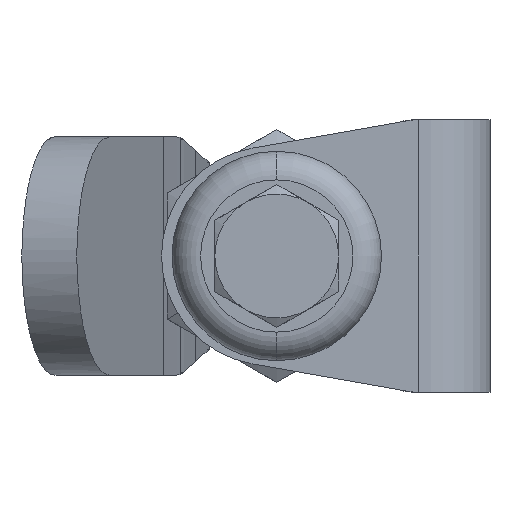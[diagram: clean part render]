
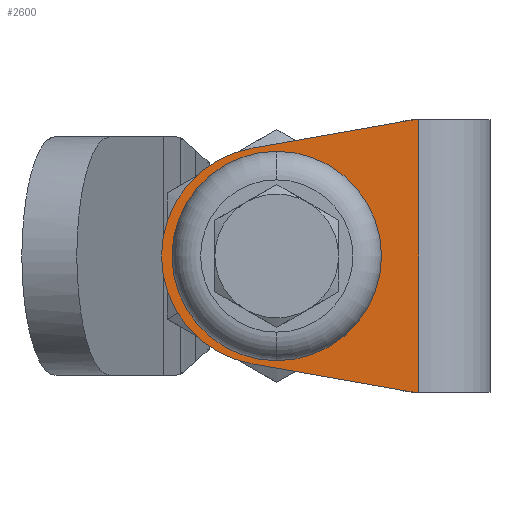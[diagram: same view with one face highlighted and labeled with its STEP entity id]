
A CAD part, left-side view. The second image highlights one B-rep face of the part: STEP entity #2600.
In plain terms, the highlighted planar face has unit normal (-1, 0, 0).
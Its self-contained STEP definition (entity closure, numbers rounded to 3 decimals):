
#218 = EDGE_LOOP ( 'NONE', ( #9311, #16778, #15254, #5458, #18174, #9797, #10882, #19035, #4153 ) ) ;
#472 = ORIENTED_EDGE ( 'NONE', *, *, #15589, .T. ) ;
#591 = DIRECTION ( 'NONE',  ( 0., 0., -1. ) ) ;
#1226 = EDGE_CURVE ( 'NONE', #6967, #15951, #25427, .T. ) ;
#1815 = DIRECTION ( 'NONE',  ( 1., 0., 0. ) ) ;
#2336 = LINE ( 'NONE', #5407, #19311 ) ;
#2600 = ADVANCED_FACE ( 'NONE', ( #19042, #8443 ), #13015, .F. ) ;
#2644 = VECTOR ( 'NONE', #13907, 1000. ) ;
#2953 = DIRECTION ( 'NONE',  ( 0., -1., 0. ) ) ;
#2964 = CARTESIAN_POINT ( 'NONE',  ( 0., 34.5, 14.3 ) ) ;
#3030 = CARTESIAN_POINT ( 'NONE',  ( 0., 23., 0. ) ) ;
#3057 = CARTESIAN_POINT ( 'NONE',  ( 0., 23., 0. ) ) ;
#4088 = DIRECTION ( 'NONE',  ( 0., 0.985, 0.174 ) ) ;
#4153 = ORIENTED_EDGE ( 'NONE', *, *, #16840, .F. ) ;
#4499 = DIRECTION ( 'NONE',  ( -1., 0., 0. ) ) ;
#5069 = VERTEX_POINT ( 'NONE', #22783 ) ;
#5123 = LINE ( 'NONE', #17800, #15727 ) ;
#5182 = DIRECTION ( 'NONE',  ( 0., 1., 0. ) ) ;
#5201 = DIRECTION ( 'NONE',  ( 0., 1., 0. ) ) ;
#5407 = CARTESIAN_POINT ( 'NONE',  ( 0., 24.997, 11.325 ) ) ;
#5458 = ORIENTED_EDGE ( 'NONE', *, *, #7994, .F. ) ;
#6857 = VERTEX_POINT ( 'NONE', #16131 ) ;
#6967 = VERTEX_POINT ( 'NONE', #27124 ) ;
#7994 = EDGE_CURVE ( 'NONE', #25821, #9236, #12505, .T. ) ;
#8443 = FACE_OUTER_BOUND ( 'NONE', #218, .T. ) ;
#8631 = CIRCLE ( 'NONE', #15807, 5. ) ;
#8916 = CARTESIAN_POINT ( 'NONE',  ( 0., 7.5, 14.3 ) ) ;
#9070 = CARTESIAN_POINT ( 'NONE',  ( 0., 24.997, -11.325 ) ) ;
#9236 = VERTEX_POINT ( 'NONE', #10822 ) ;
#9311 = ORIENTED_EDGE ( 'NONE', *, *, #1226, .F. ) ;
#9495 = DIRECTION ( 'NONE',  ( 1., 0., 0. ) ) ;
#9611 = EDGE_CURVE ( 'NONE', #19254, #9236, #5123, .T. ) ;
#9680 = CARTESIAN_POINT ( 'NONE',  ( 0., 34.5, 14.3 ) ) ;
#9797 = ORIENTED_EDGE ( 'NONE', *, *, #14112, .T. ) ;
#10822 = CARTESIAN_POINT ( 'NONE',  ( 0., 7.5, -14.3 ) ) ;
#10882 = ORIENTED_EDGE ( 'NONE', *, *, #21064, .F. ) ;
#11454 = CARTESIAN_POINT ( 'NONE',  ( 0., 7.689, 14.3 ) ) ;
#11863 = DIRECTION ( 'NONE',  ( -1., 0., 0. ) ) ;
#11939 = AXIS2_PLACEMENT_3D ( 'NONE', #22180, #9495, #24326 ) ;
#12002 = CARTESIAN_POINT ( 'NONE',  ( 0., 22.4, -11. ) ) ;
#12181 = AXIS2_PLACEMENT_3D ( 'NONE', #2964, #13234, #17508 ) ;
#12505 = LINE ( 'NONE', #15436, #18145 ) ;
#13015 = PLANE ( 'NONE',  #12181 ) ;
#13234 = DIRECTION ( 'NONE',  ( 1., 0., 0. ) ) ;
#13267 = LINE ( 'NONE', #9680, #2644 ) ;
#13297 = VERTEX_POINT ( 'NONE', #12002 ) ;
#13907 = DIRECTION ( 'NONE',  ( 0., -1., 0. ) ) ;
#14112 = EDGE_CURVE ( 'NONE', #23760, #22146, #25585, .T. ) ;
#14521 = CARTESIAN_POINT ( 'NONE',  ( 0., 22.4, 0. ) ) ;
#14715 = VERTEX_POINT ( 'NONE', #16592 ) ;
#15222 = AXIS2_PLACEMENT_3D ( 'NONE', #3030, #17883, #5182 ) ;
#15254 = ORIENTED_EDGE ( 'NONE', *, *, #9611, .T. ) ;
#15436 = CARTESIAN_POINT ( 'NONE',  ( 0., 7.5, 14.3 ) ) ;
#15552 = CARTESIAN_POINT ( 'NONE',  ( 0., 8.557, 14.224 ) ) ;
#15589 = EDGE_CURVE ( 'NONE', #6857, #13297, #18872, .T. ) ;
#15727 = VECTOR ( 'NONE', #2953, 1000. ) ;
#15807 = AXIS2_PLACEMENT_3D ( 'NONE', #17169, #4499, #19332 ) ;
#15951 = VERTEX_POINT ( 'NONE', #9070 ) ;
#16131 = CARTESIAN_POINT ( 'NONE',  ( 0., 22.4, 11. ) ) ;
#16502 = EDGE_CURVE ( 'NONE', #14715, #5069, #26170, .T. ) ;
#16592 = CARTESIAN_POINT ( 'NONE',  ( 0., 34.5, 0. ) ) ;
#16626 = DIRECTION ( 'NONE',  ( 0., 0., -1. ) ) ;
#16778 = ORIENTED_EDGE ( 'NONE', *, *, #24892, .T. ) ;
#16840 = EDGE_CURVE ( 'NONE', #15951, #14715, #21508, .T. ) ;
#17134 = EDGE_LOOP ( 'NONE', ( #26603, #472 ) ) ;
#17160 = AXIS2_PLACEMENT_3D ( 'NONE', #3057, #17907, #5201 ) ;
#17169 = CARTESIAN_POINT ( 'NONE',  ( 0., 7.689, -9.3 ) ) ;
#17508 = DIRECTION ( 'NONE',  ( 0., 1., 0. ) ) ;
#17800 = CARTESIAN_POINT ( 'NONE',  ( 0., 34.5, -14.3 ) ) ;
#17883 = DIRECTION ( 'NONE',  ( 1., 0., 0. ) ) ;
#17907 = DIRECTION ( 'NONE',  ( 1., 0., 0. ) ) ;
#18145 = VECTOR ( 'NONE', #591, 1000. ) ;
#18174 = ORIENTED_EDGE ( 'NONE', *, *, #24327, .F. ) ;
#18872 = CIRCLE ( 'NONE', #22152, 11. ) ;
#19035 = ORIENTED_EDGE ( 'NONE', *, *, #16502, .F. ) ;
#19042 = FACE_BOUND ( 'NONE', #17134, .T. ) ;
#19198 = CIRCLE ( 'NONE', #11939, 11. ) ;
#19254 = VERTEX_POINT ( 'NONE', #25107 ) ;
#19311 = VECTOR ( 'NONE', #22405, 1000. ) ;
#19332 = DIRECTION ( 'NONE',  ( 0., 1., 0. ) ) ;
#19569 = CARTESIAN_POINT ( 'NONE',  ( 0., 24.997, -11.325 ) ) ;
#19782 = VECTOR ( 'NONE', #4088, 1000. ) ;
#20563 = AXIS2_PLACEMENT_3D ( 'NONE', #24588, #11863, #26708 ) ;
#21064 = EDGE_CURVE ( 'NONE', #5069, #22146, #2336, .T. ) ;
#21508 = CIRCLE ( 'NONE', #15222, 11.5 ) ;
#22146 = VERTEX_POINT ( 'NONE', #15552 ) ;
#22152 = AXIS2_PLACEMENT_3D ( 'NONE', #14521, #1815, #16626 ) ;
#22180 = CARTESIAN_POINT ( 'NONE',  ( 0., 22.4, 0. ) ) ;
#22405 = DIRECTION ( 'NONE',  ( 0., -0.985, 0.174 ) ) ;
#22783 = CARTESIAN_POINT ( 'NONE',  ( 0., 24.997, 11.325 ) ) ;
#23760 = VERTEX_POINT ( 'NONE', #11454 ) ;
#24326 = DIRECTION ( 'NONE',  ( 0., 0., -1. ) ) ;
#24327 = EDGE_CURVE ( 'NONE', #23760, #25821, #13267, .T. ) ;
#24588 = CARTESIAN_POINT ( 'NONE',  ( 0., 7.689, 9.3 ) ) ;
#24892 = EDGE_CURVE ( 'NONE', #6967, #19254, #8631, .T. ) ;
#25107 = CARTESIAN_POINT ( 'NONE',  ( 0., 7.689, -14.3 ) ) ;
#25401 = EDGE_CURVE ( 'NONE', #13297, #6857, #19198, .T. ) ;
#25427 = LINE ( 'NONE', #19569, #19782 ) ;
#25585 = CIRCLE ( 'NONE', #20563, 5. ) ;
#25821 = VERTEX_POINT ( 'NONE', #8916 ) ;
#26170 = CIRCLE ( 'NONE', #17160, 11.5 ) ;
#26603 = ORIENTED_EDGE ( 'NONE', *, *, #25401, .T. ) ;
#26708 = DIRECTION ( 'NONE',  ( 0., 1., 0. ) ) ;
#27124 = CARTESIAN_POINT ( 'NONE',  ( 0., 8.557, -14.224 ) ) ;
